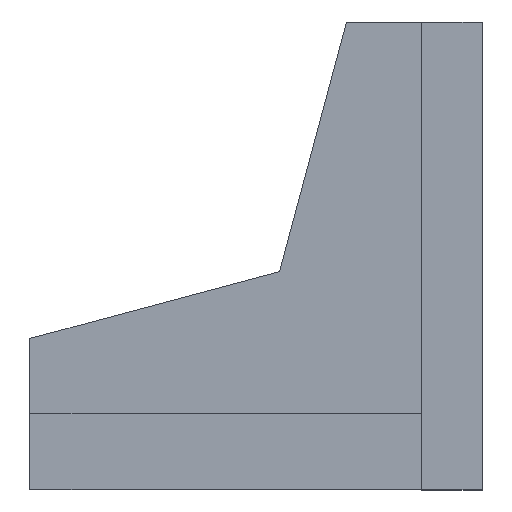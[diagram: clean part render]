
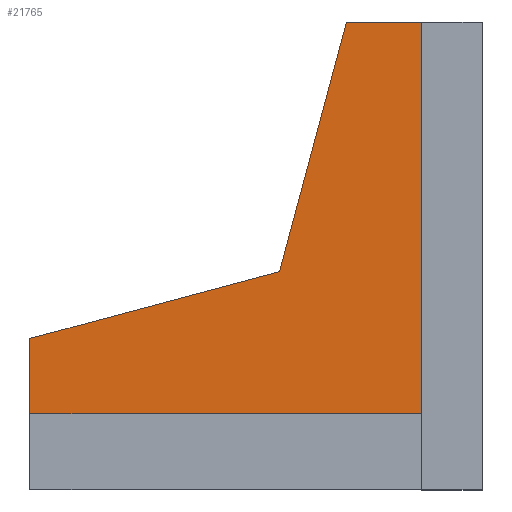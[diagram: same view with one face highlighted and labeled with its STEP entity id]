
A CAD part, top view. The second image highlights one B-rep face of the part: STEP entity #21765.
In plain terms, the highlighted planar face has unit normal (0, 0, 1).
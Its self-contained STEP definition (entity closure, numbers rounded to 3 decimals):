
#1260 = LINE ( 'NONE', #27790, #44184 ) ;
#2992 = ORIENTED_EDGE ( 'NONE', *, *, #16195, .F. ) ;
#3774 = CARTESIAN_POINT ( 'NONE',  ( 26., 62., 28. ) ) ;
#4059 = DIRECTION ( 'NONE',  ( 0.966, 0.259, 0. ) ) ;
#4572 = ORIENTED_EDGE ( 'NONE', *, *, #41930, .F. ) ;
#5316 = CARTESIAN_POINT ( 'NONE',  ( -26., 20., 28. ) ) ;
#5665 = EDGE_CURVE ( 'NONE', #16534, #41957, #26077, .T. ) ;
#6149 = EDGE_CURVE ( 'NONE', #14781, #23315, #32440, .T. ) ;
#6194 = VECTOR ( 'NONE', #20794, 1000. ) ;
#7632 = ORIENTED_EDGE ( 'NONE', *, *, #6149, .F. ) ;
#8323 = VECTOR ( 'NONE', #10151, 1000. ) ;
#9494 = CARTESIAN_POINT ( 'NONE',  ( -26., 62., 28. ) ) ;
#9854 = DIRECTION ( 'NONE',  ( 1., 0., 0. ) ) ;
#10133 = EDGE_LOOP ( 'NONE', ( #34199, #42716, #33445, #4572, #7632, #2992 ) ) ;
#10151 = DIRECTION ( 'NONE',  ( -1., 0., 0. ) ) ;
#11392 = VECTOR ( 'NONE', #9854, 1000. ) ;
#11896 = CARTESIAN_POINT ( 'NONE',  ( 7.12, 28.88, 28. ) ) ;
#12472 = VERTEX_POINT ( 'NONE', #3774 ) ;
#13017 = EDGE_CURVE ( 'NONE', #25514, #12472, #22664, .T. ) ;
#14290 = DIRECTION ( 'NONE',  ( 0.259, 0.966, 0. ) ) ;
#14781 = VERTEX_POINT ( 'NONE', #35316 ) ;
#15430 = AXIS2_PLACEMENT_3D ( 'NONE', #9494, #36955, #23292 ) ;
#16195 = EDGE_CURVE ( 'NONE', #12472, #14781, #36226, .T. ) ;
#16442 = VECTOR ( 'NONE', #4059, 1000. ) ;
#16534 = VERTEX_POINT ( 'NONE', #22707 ) ;
#17209 = FACE_OUTER_BOUND ( 'NONE', #10133, .T. ) ;
#18132 = VECTOR ( 'NONE', #36187, 1000. ) ;
#20714 = CARTESIAN_POINT ( 'NONE',  ( -26., 20., 28. ) ) ;
#20794 = DIRECTION ( 'NONE',  ( 0., -1., 0. ) ) ;
#20814 = LINE ( 'NONE', #5316, #18132 ) ;
#21765 = ADVANCED_FACE ( 'NONE', ( #17209 ), #33475, .T. ) ;
#22664 = LINE ( 'NONE', #23511, #11392 ) ;
#22707 = CARTESIAN_POINT ( 'NONE',  ( -26., 20., 28. ) ) ;
#23292 = DIRECTION ( 'NONE',  ( 1., 0., 0. ) ) ;
#23315 = VERTEX_POINT ( 'NONE', #40587 ) ;
#23511 = CARTESIAN_POINT ( 'NONE',  ( 26., 62., 28. ) ) ;
#25514 = VERTEX_POINT ( 'NONE', #33546 ) ;
#26077 = LINE ( 'NONE', #20714, #16442 ) ;
#27790 = CARTESIAN_POINT ( 'NONE',  ( 16., 62., 28. ) ) ;
#31407 = CARTESIAN_POINT ( 'NONE',  ( 26., 62., 28. ) ) ;
#32440 = LINE ( 'NONE', #34292, #8323 ) ;
#33445 = ORIENTED_EDGE ( 'NONE', *, *, #5665, .F. ) ;
#33475 = PLANE ( 'NONE',  #15430 ) ;
#33546 = CARTESIAN_POINT ( 'NONE',  ( 16., 62., 28. ) ) ;
#34199 = ORIENTED_EDGE ( 'NONE', *, *, #13017, .F. ) ;
#34292 = CARTESIAN_POINT ( 'NONE',  ( 26., 10., 28. ) ) ;
#35316 = CARTESIAN_POINT ( 'NONE',  ( 26., 10., 28. ) ) ;
#36187 = DIRECTION ( 'NONE',  ( 0., 1., 0. ) ) ;
#36226 = LINE ( 'NONE', #31407, #6194 ) ;
#36955 = DIRECTION ( 'NONE',  ( 0., 0., 1. ) ) ;
#38632 = EDGE_CURVE ( 'NONE', #41957, #25514, #1260, .T. ) ;
#40587 = CARTESIAN_POINT ( 'NONE',  ( -26., 10., 28. ) ) ;
#41930 = EDGE_CURVE ( 'NONE', #23315, #16534, #20814, .T. ) ;
#41957 = VERTEX_POINT ( 'NONE', #11896 ) ;
#42716 = ORIENTED_EDGE ( 'NONE', *, *, #38632, .F. ) ;
#44184 = VECTOR ( 'NONE', #14290, 1000. ) ;
